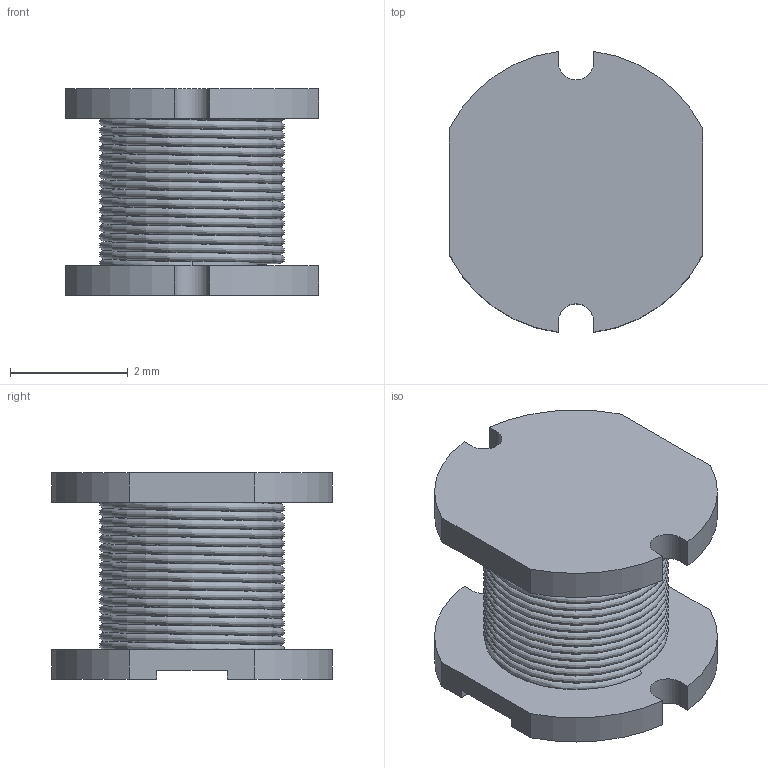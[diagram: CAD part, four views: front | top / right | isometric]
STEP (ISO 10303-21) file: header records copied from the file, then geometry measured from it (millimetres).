
FILE_DESCRIPTION (( 'STEP AP214' ), '1' );
FILE_NAME ('TCK-133.STEP', '2023-10-04T00:35:25', ( '' ), ( '' ), 'SwSTEP 2.0', 'SolidWorks 2017', '' );
FILE_SCHEMA (( 'AUTOMOTIVE_DESIGN' ));
Length unit declared in the file: millimetre
Products named in the file (1): TCK-133
Bounding box: 4.3 x 4.76 x 3.5 mm (x, y, z)
Volume: 28 mm3; surface area: 161.5 mm2
Topology: 1 solids, 1 shells, 37 faces, 99 edges, 66 vertices
Faces by surface type: plane 21, cylinder 14, bspline 2
Entity records: 5202 total; most frequent: CARTESIAN_POINT 3819, ORIENTED_EDGE 198, DIRECTION 195, EDGE_CURVE 99, VERTEX_POINT 66, AXIS2_PLACEMENT_3D 66, VECTOR 63, LINE 63
